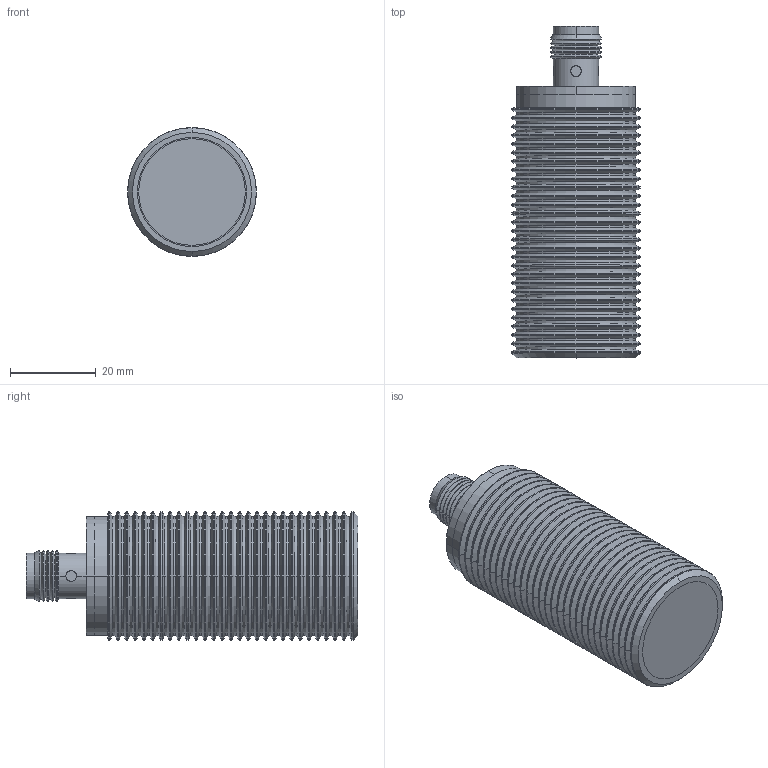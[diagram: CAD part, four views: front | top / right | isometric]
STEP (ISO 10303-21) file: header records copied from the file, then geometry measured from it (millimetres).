
FILE_DESCRIPTION(('STEP AP214'),'1');
FILE_NAME('cctmp_3014D95F-ABBC-4CE1-AB03-94EFD616F4DA_2022_07_28_08_18_39_0707..stp','2022-07-28T06:18:39',('Pepperl+Fuchs GmbH'),('CADClick - www.CADClick.com'),'Spatial InterOp 3D',' ','unknown authorization');
FILE_SCHEMA(('AUTOMOTIVE_DESIGN'));
Length unit declared in the file: millimetre
Products named in the file (6): cc_unnamed; NBB10-30GM60-A2-V1_4; NBB10-30GM60-A2-V1_3; NBB10-30GM60-A2-V1_2; NBB10-30GM60-A2-V1_1; NBB10-30GM60-A2-V1
Assembly tree (5 placements, depth 2):
  cc_unnamed
    NBB10-30GM60-A2-V1_4
    NBB10-30GM60-A2-V1_3
    NBB10-30GM60-A2-V1_2
    NBB10-30GM60-A2-V1_1
    NBB10-30GM60-A2-V1
Bounding box: 30 x 77.21 x 30 mm (x, y, z)
Volume: 45165 mm3; surface area: 18258.1 mm2
Topology: 8 solids, 8 shells, 375 faces, 800 edges, 435 vertices
Faces by surface type: cylinder 173, cone 158, plane 34, sphere 8, revolution 2
Entity records: 13259 total; most frequent: DIRECTION 1932, CARTESIAN_POINT 1882, ORIENTED_EDGE 1564, AXIS2_PLACEMENT_3D 793, EDGE_CURVE 782, VERTEX_POINT 435, CIRCLE 414, EDGE_LOOP 397
